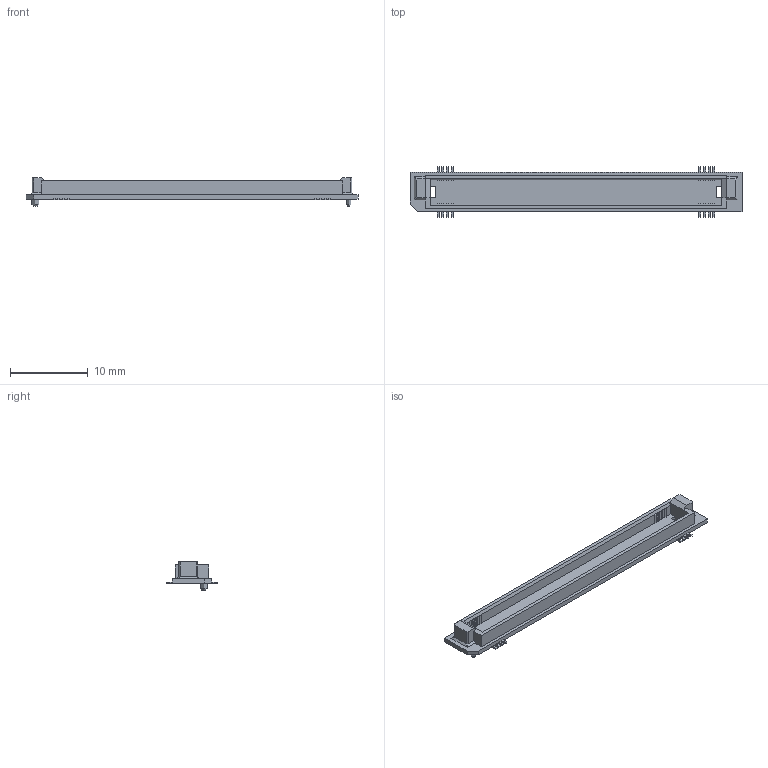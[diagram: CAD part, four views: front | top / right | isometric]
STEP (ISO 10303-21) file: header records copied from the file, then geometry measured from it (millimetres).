
FILE_DESCRIPTION(/* description */ (''),/* implementation_level */ '2;1');
FILE_NAME(/* name */ 'HIROSE_FX8-120P-SV.stp',/* time_stamp */ '2015-03-26T14:50:08+01:00',/* author */ ('admchouv'),/* organization */ (''),/* preprocessor_version */ 'ST-DEVELOPER v15.5',/* originating_system */ 'AutoCAD Mechanical',/* authorisation */ '');
FILE_SCHEMA (('AUTOMOTIVE_DESIGN { 1 0 10303 214 3 1 1 }'));
Length unit declared in the file: millimetre
Products named in the file (1): Product
Bounding box: 42.6 x 6.5 x 3.65 mm (x, y, z)
Volume: 229.9 mm3; surface area: 824.6 mm2
Topology: 33 solids, 33 shells, 282 faces, 629 edges, 410 vertices
Faces by surface type: plane 270, bspline 8, cone 2, cylinder 2
Full cylindrical faces by diameter (mm): 0.6 x1, 0.9 x1
Entity records: 7678 total; most frequent: CARTESIAN_POINT 1446, ORIENTED_EDGE 1242, DIRECTION 1169, EDGE_CURVE 621, LINE 607, VECTOR 607, VERTEX_POINT 410, EDGE_LOOP 291
